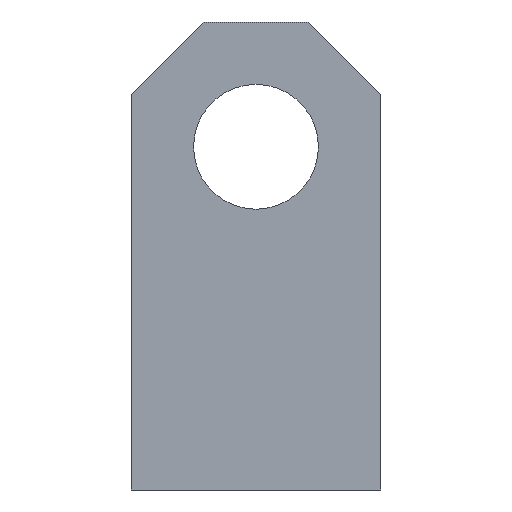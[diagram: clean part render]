
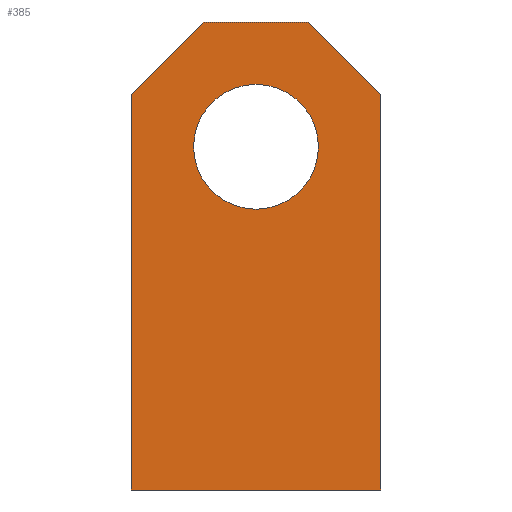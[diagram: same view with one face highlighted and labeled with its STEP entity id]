
A CAD part, left-side view. The second image highlights one B-rep face of the part: STEP entity #385.
In plain terms, the highlighted planar face has unit normal (-1, 0, 0).
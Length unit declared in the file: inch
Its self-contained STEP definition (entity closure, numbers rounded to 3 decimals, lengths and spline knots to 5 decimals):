
#14 = EDGE_CURVE ( 'NONE', #254, #208, #411, .T. ) ;
#15 = ORIENTED_EDGE ( 'NONE', *, *, #14, .T. ) ;
#23 = EDGE_CURVE ( 'NONE', #27, #129, #183, .T. ) ;
#27 = VERTEX_POINT ( 'NONE', #436 ) ;
#35 = LINE ( 'NONE', #184, #371 ) ;
#40 = CARTESIAN_POINT ( 'NONE',  ( -0.625, -0.75, 2.8125 ) ) ;
#44 = LINE ( 'NONE', #268, #477 ) ;
#67 = VECTOR ( 'NONE', #126, 39.37008 ) ;
#73 = AXIS2_PLACEMENT_3D ( 'NONE', #115, #451, #113 ) ;
#78 = DIRECTION ( 'NONE',  ( 0., -1., 0. ) ) ;
#81 = FACE_OUTER_BOUND ( 'NONE', #202, .T. ) ;
#90 = EDGE_CURVE ( 'NONE', #454, #27, #94, .T. ) ;
#91 = AXIS2_PLACEMENT_3D ( 'NONE', #199, #307, #456 ) ;
#93 = CARTESIAN_POINT ( 'NONE',  ( -0.625, -0.3125, 2.8125 ) ) ;
#94 = LINE ( 'NONE', #252, #103 ) ;
#102 = DIRECTION ( 'NONE',  ( 0., 0.707, -0.707 ) ) ;
#103 = VECTOR ( 'NONE', #102, 39.37008 ) ;
#105 = CARTESIAN_POINT ( 'NONE',  ( -0.625, 0., 1.6875 ) ) ;
#113 = DIRECTION ( 'NONE',  ( 0., 0., -1. ) ) ;
#114 = EDGE_LOOP ( 'NONE', ( #223, #15 ) ) ;
#115 = CARTESIAN_POINT ( 'NONE',  ( -0.625, 0., 2.0625 ) ) ;
#118 = DIRECTION ( 'NONE',  ( 0., 0., -1. ) ) ;
#122 = ORIENTED_EDGE ( 'NONE', *, *, #354, .F. ) ;
#126 = DIRECTION ( 'NONE',  ( 0., 0.707, 0.707 ) ) ;
#129 = VERTEX_POINT ( 'NONE', #258 ) ;
#166 = CARTESIAN_POINT ( 'NONE',  ( -0.625, -0.75, 2.375 ) ) ;
#182 = CIRCLE ( 'NONE', #73, 0.375 ) ;
#183 = LINE ( 'NONE', #478, #465 ) ;
#184 = CARTESIAN_POINT ( 'NONE',  ( -0.625, -0.75, 0. ) ) ;
#188 = DIRECTION ( 'NONE',  ( 0., 0., -1. ) ) ;
#191 = DIRECTION ( 'NONE',  ( 1., 0., 0. ) ) ;
#199 = CARTESIAN_POINT ( 'NONE',  ( -0.625, 0., 2.0625 ) ) ;
#202 = EDGE_LOOP ( 'NONE', ( #122, #279, #313, #227, #316, #457 ) ) ;
#203 = EDGE_CURVE ( 'NONE', #129, #288, #35, .T. ) ;
#208 = VERTEX_POINT ( 'NONE', #105 ) ;
#223 = ORIENTED_EDGE ( 'NONE', *, *, #241, .T. ) ;
#227 = ORIENTED_EDGE ( 'NONE', *, *, #90, .T. ) ;
#228 = LINE ( 'NONE', #40, #373 ) ;
#232 = PLANE ( 'NONE',  #326 ) ;
#241 = EDGE_CURVE ( 'NONE', #208, #254, #182, .T. ) ;
#252 = CARTESIAN_POINT ( 'NONE',  ( -0.625, 0.3125, 2.8125 ) ) ;
#254 = VERTEX_POINT ( 'NONE', #336 ) ;
#258 = CARTESIAN_POINT ( 'NONE',  ( -0.625, 0.75, 0. ) ) ;
#268 = CARTESIAN_POINT ( 'NONE',  ( -0.625, -0.75, 2.8125 ) ) ;
#279 = ORIENTED_EDGE ( 'NONE', *, *, #415, .T. ) ;
#288 = VERTEX_POINT ( 'NONE', #343 ) ;
#294 = DIRECTION ( 'NONE',  ( 0., -1., 0. ) ) ;
#301 = FACE_BOUND ( 'NONE', #114, .T. ) ;
#307 = DIRECTION ( 'NONE',  ( 1., 0., 0. ) ) ;
#313 = ORIENTED_EDGE ( 'NONE', *, *, #322, .F. ) ;
#316 = ORIENTED_EDGE ( 'NONE', *, *, #23, .T. ) ;
#322 = EDGE_CURVE ( 'NONE', #454, #463, #44, .T. ) ;
#326 = AXIS2_PLACEMENT_3D ( 'NONE', #375, #191, #118 ) ;
#336 = CARTESIAN_POINT ( 'NONE',  ( -0.625, 0., 2.4375 ) ) ;
#343 = CARTESIAN_POINT ( 'NONE',  ( -0.625, -0.75, 0. ) ) ;
#354 = EDGE_CURVE ( 'NONE', #401, #288, #228, .T. ) ;
#371 = VECTOR ( 'NONE', #294, 39.37008 ) ;
#373 = VECTOR ( 'NONE', #188, 39.37008 ) ;
#375 = CARTESIAN_POINT ( 'NONE',  ( -0.625, -0.75, 2.8125 ) ) ;
#385 = ADVANCED_FACE ( 'NONE', ( #301, #81 ), #232, .F. ) ;
#386 = CARTESIAN_POINT ( 'NONE',  ( -0.625, 0.3125, 2.8125 ) ) ;
#401 = VERTEX_POINT ( 'NONE', #166 ) ;
#411 = CIRCLE ( 'NONE', #91, 0.375 ) ;
#415 = EDGE_CURVE ( 'NONE', #401, #463, #458, .T. ) ;
#436 = CARTESIAN_POINT ( 'NONE',  ( -0.625, 0.75, 2.375 ) ) ;
#437 = DIRECTION ( 'NONE',  ( 0., 0., -1. ) ) ;
#451 = DIRECTION ( 'NONE',  ( 1., 0., 0. ) ) ;
#454 = VERTEX_POINT ( 'NONE', #386 ) ;
#456 = DIRECTION ( 'NONE',  ( 0., 0., -1. ) ) ;
#457 = ORIENTED_EDGE ( 'NONE', *, *, #203, .T. ) ;
#458 = LINE ( 'NONE', #467, #67 ) ;
#463 = VERTEX_POINT ( 'NONE', #93 ) ;
#465 = VECTOR ( 'NONE', #437, 39.37008 ) ;
#467 = CARTESIAN_POINT ( 'NONE',  ( -0.625, -0.3125, 2.8125 ) ) ;
#477 = VECTOR ( 'NONE', #78, 39.37008 ) ;
#478 = CARTESIAN_POINT ( 'NONE',  ( -0.625, 0.75, 2.8125 ) ) ;
